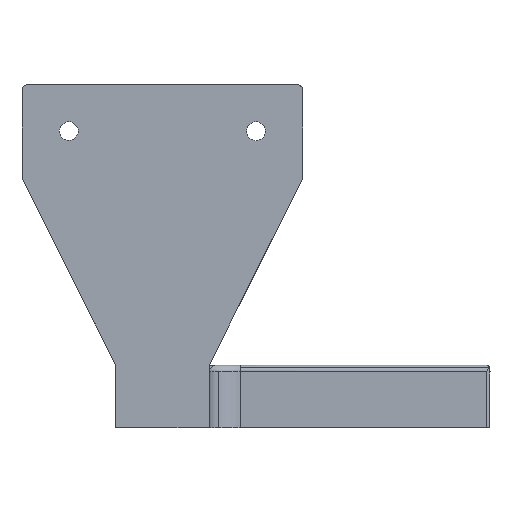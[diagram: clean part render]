
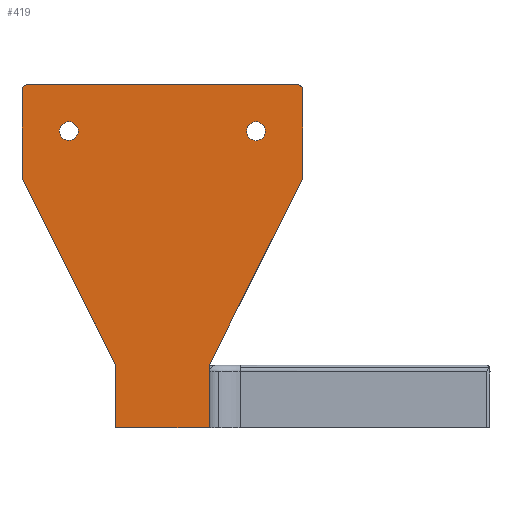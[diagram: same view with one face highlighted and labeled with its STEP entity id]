
A CAD part, front view. The second image highlights one B-rep face of the part: STEP entity #419.
In plain terms, the highlighted planar face has unit normal (0, -1, 0).
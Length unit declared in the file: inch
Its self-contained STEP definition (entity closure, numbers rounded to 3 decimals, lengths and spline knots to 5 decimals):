
#419=ADVANCED_FACE('',(#935,#936,#937),#938,.T.);
#935=FACE_OUTER_BOUND('',#1891,.T.);
#936=FACE_BOUND('',#1892,.T.);
#937=FACE_BOUND('',#1893,.T.);
#938=PLANE('',#1894);
#1891=EDGE_LOOP('',(#4164,#4165,#4166,#4167,#4168,#4169,#4170,#4171,#4172,#4173,#4174,#4175,#4176,#4177,#4178,#4179,#4180));
#1892=EDGE_LOOP('',(#4181,#4182));
#1893=EDGE_LOOP('',(#4183,#4184));
#1894=AXIS2_PLACEMENT_3D('',#4185,#4186,#4187);
#4164=ORIENTED_EDGE('',*,*,#5556,.F.);
#4165=ORIENTED_EDGE('',*,*,#5256,.T.);
#4166=ORIENTED_EDGE('',*,*,#5404,.F.);
#4167=ORIENTED_EDGE('',*,*,#5557,.T.);
#4168=ORIENTED_EDGE('',*,*,#5558,.T.);
#4169=ORIENTED_EDGE('',*,*,#5559,.T.);
#4170=ORIENTED_EDGE('',*,*,#5200,.F.);
#4171=ORIENTED_EDGE('',*,*,#5560,.F.);
#4172=ORIENTED_EDGE('',*,*,#5422,.F.);
#4173=ORIENTED_EDGE('',*,*,#5561,.T.);
#4174=ORIENTED_EDGE('',*,*,#5439,.F.);
#4175=ORIENTED_EDGE('',*,*,#5562,.F.);
#4176=ORIENTED_EDGE('',*,*,#5563,.T.);
#4177=ORIENTED_EDGE('',*,*,#5564,.F.);
#4178=ORIENTED_EDGE('',*,*,#5565,.F.);
#4179=ORIENTED_EDGE('',*,*,#5381,.F.);
#4180=ORIENTED_EDGE('',*,*,#5343,.F.);
#4181=ORIENTED_EDGE('',*,*,#5566,.T.);
#4182=ORIENTED_EDGE('',*,*,#5113,.T.);
#4183=ORIENTED_EDGE('',*,*,#5567,.F.);
#4184=ORIENTED_EDGE('',*,*,#5568,.F.);
#4185=CARTESIAN_POINT('',(-0.7313,-1.53543,-0.02766));
#4186=DIRECTION('',(0.0,-1.0,0.0));
#4187=DIRECTION('',(0.0,0.0,1.0));
#5113=EDGE_CURVE('',#5822,#5827,#5829,.T.);
#5200=EDGE_CURVE('',#5978,#5981,#5982,.T.);
#5256=EDGE_CURVE('',#6064,#6076,#6078,.T.);
#5343=EDGE_CURVE('',#6209,#6211,#6212,.T.);
#5381=EDGE_CURVE('',#6211,#6267,#6268,.T.);
#5404=EDGE_CURVE('',#6303,#6076,#6305,.T.);
#5422=EDGE_CURVE('',#6331,#6327,#6333,.T.);
#5439=EDGE_CURVE('',#6354,#6356,#6357,.T.);
#5556=EDGE_CURVE('',#6064,#6209,#6523,.T.);
#5557=EDGE_CURVE('',#6303,#6524,#6525,.T.);
#5558=EDGE_CURVE('',#6524,#6526,#6527,.F.);
#5559=EDGE_CURVE('',#6526,#5981,#6528,.T.);
#5560=EDGE_CURVE('',#6327,#5978,#6529,.T.);
#5561=EDGE_CURVE('',#6331,#6356,#6530,.T.);
#5562=EDGE_CURVE('',#6531,#6354,#6532,.T.);
#5563=EDGE_CURVE('',#6531,#6533,#6534,.T.);
#5564=EDGE_CURVE('',#6535,#6533,#6536,.T.);
#5565=EDGE_CURVE('',#6267,#6535,#6537,.T.);
#5566=EDGE_CURVE('',#5827,#5822,#6538,.T.);
#5567=EDGE_CURVE('',#6539,#6540,#6541,.T.);
#5568=EDGE_CURVE('',#6540,#6539,#6542,.T.);
#5822=VERTEX_POINT('',#6850);
#5827=VERTEX_POINT('',#6856);
#5829=CIRCLE('',#6859,0.05906);
#5978=VERTEX_POINT('',#7101);
#5981=VERTEX_POINT('',#7105);
#5982=LINE('',#7106,#7107);
#6064=VERTEX_POINT('',#7269);
#6076=VERTEX_POINT('',#7294);
#6078=LINE('',#7297,#7298);
#6209=VERTEX_POINT('',#7499);
#6211=VERTEX_POINT('',#7502);
#6212=CIRCLE('',#7503,0.03937);
#6267=VERTEX_POINT('',#7587);
#6268=LINE('',#7588,#7589);
#6303=VERTEX_POINT('',#7675);
#6305=LINE('',#7678,#7679);
#6327=VERTEX_POINT('',#7711);
#6331=VERTEX_POINT('',#7716);
#6333=CIRCLE('',#7719,0.03937);
#6354=VERTEX_POINT('',#7746);
#6356=VERTEX_POINT('',#7749);
#6357=CIRCLE('',#7750,0.03937);
#6523=CIRCLE('',#8000,0.03937);
#6524=VERTEX_POINT('',#8001);
#6525=LINE('',#8002,#8003);
#6526=VERTEX_POINT('',#8004);
#6527=LINE('',#8005,#8006);
#6528=LINE('',#8007,#8008);
#6529=CIRCLE('',#8009,0.03937);
#6530=LINE('',#8010,#8011);
#6531=VERTEX_POINT('',#8012);
#6532=CIRCLE('',#8013,0.03937);
#6533=VERTEX_POINT('',#8014);
#6534=LINE('',#8015,#8016);
#6535=VERTEX_POINT('',#8017);
#6536=CIRCLE('',#8018,0.03937);
#6537=CIRCLE('',#8019,0.03937);
#6538=CIRCLE('',#8020,0.05906);
#6539=VERTEX_POINT('',#8021);
#6540=VERTEX_POINT('',#8022);
#6541=CIRCLE('',#8023,0.05906);
#6542=CIRCLE('',#8024,0.05906);
#6850=CARTESIAN_POINT('',(-1.26852,-1.53543,1.64567));
#6856=CARTESIAN_POINT('',(-1.38663,-1.53543,1.64567));
#6859=AXIS2_PLACEMENT_3D('',#8622,#8623,#8624);
#7101=CARTESIAN_POINT('',(0.14465,-1.53543,1.34224));
#7105=CARTESIAN_POINT('',(-0.44175,-1.53543,0.16919));
#7106=CARTESIAN_POINT('',(-0.20555,-1.53543,0.6417));
#7107=VECTOR('',#8751,1.);
#7269=CARTESIAN_POINT('',(-1.61869,-1.53543,1.34224));
#7294=CARTESIAN_POINT('',(-1.0323,-1.53543,0.16919));
#7297=CARTESIAN_POINT('',(-1.2685,-1.53543,0.6417));
#7298=VECTOR('',#8826,1.);
#7499=CARTESIAN_POINT('',(-1.6218,-1.53543,1.3508));
#7502=CARTESIAN_POINT('',(-1.62285,-1.53543,1.35985));
#7503=AXIS2_PLACEMENT_3D('',#8943,#8944,#8945);
#7587=CARTESIAN_POINT('',(-1.62285,-1.53543,1.90148));
#7588=CARTESIAN_POINT('',(-1.62285,-1.53543,0.75974));
#7589=VECTOR('',#9014,1.0);
#7675=CARTESIAN_POINT('',(-1.0323,-1.53543,-0.22451));
#7678=CARTESIAN_POINT('',(-1.0323,-1.53543,0.11136));
#7679=VECTOR('',#9040,1.0);
#7711=CARTESIAN_POINT('',(0.14775,-1.53543,1.3508));
#7716=CARTESIAN_POINT('',(0.1488,-1.53543,1.35985));
#7719=AXIS2_PLACEMENT_3D('',#9063,#9064,#9065);
#7746=CARTESIAN_POINT('',(0.13727,-1.53543,1.92932));
#7749=CARTESIAN_POINT('',(0.1488,-1.53543,1.90148));
#7750=AXIS2_PLACEMENT_3D('',#9088,#9089,#9090);
#8000=AXIS2_PLACEMENT_3D('',#9266,#9267,#9268);
#8001=CARTESIAN_POINT('',(-0.44172,-1.53543,-0.22451));
#8002=CARTESIAN_POINT('',(-0.7313,-1.53543,-0.22451));
#8003=VECTOR('',#9269,1.0);
#8004=CARTESIAN_POINT('',(-0.44172,-1.53543,0.16919));
#8005=CARTESIAN_POINT('',(-0.44172,-1.53543,-0.02766));
#8006=VECTOR('',#9270,1.0);
#8007=CARTESIAN_POINT('',(-0.43881,-1.53543,0.16919));
#8008=VECTOR('',#9271,1.0);
#8009=AXIS2_PLACEMENT_3D('',#9272,#9273,#9274);
#8010=CARTESIAN_POINT('',(0.1488,-1.53543,0.75974));
#8011=VECTOR('',#9275,1.0);
#8012=CARTESIAN_POINT('',(0.10943,-1.53543,1.94085));
#8013=AXIS2_PLACEMENT_3D('',#9276,#9277,#9278);
#8014=CARTESIAN_POINT('',(-1.58348,-1.53543,1.94085));
#8015=CARTESIAN_POINT('',(-0.73702,-1.53543,1.94085));
#8016=VECTOR('',#9279,1.0);
#8017=CARTESIAN_POINT('',(-1.61132,-1.53543,1.92932));
#8018=AXIS2_PLACEMENT_3D('',#9280,#9281,#9282);
#8019=AXIS2_PLACEMENT_3D('',#9283,#9284,#9285);
#8020=AXIS2_PLACEMENT_3D('',#9286,#9287,#9288);
#8021=CARTESIAN_POINT('',(-0.08742,-1.53543,1.64567));
#8022=CARTESIAN_POINT('',(-0.20553,-1.53543,1.64567));
#8023=AXIS2_PLACEMENT_3D('',#9289,#9290,#9291);
#8024=AXIS2_PLACEMENT_3D('',#9292,#9293,#9294);
#8622=CARTESIAN_POINT('',(-1.32757,-1.53543,1.64567));
#8623=DIRECTION('',(-0.0,1.0,0.0));
#8624=DIRECTION('',(1.0,0.0,0.0));
#8751=DIRECTION('',(-0.447,0.0,-0.894));
#8826=DIRECTION('',(0.447,0.0,-0.894));
#8943=CARTESIAN_POINT('',(-1.58348,-1.53543,1.35985));
#8944=DIRECTION('',(0.0,1.0,0.0));
#8945=DIRECTION('',(0.23,0.0,-0.973));
#9014=DIRECTION('',(0.0,0.0,1.0));
#9040=DIRECTION('',(0.0,0.0,1.0));
#9063=CARTESIAN_POINT('',(0.10943,-1.53543,1.35985));
#9064=DIRECTION('',(-0.0,1.0,0.0));
#9065=DIRECTION('',(0.23,0.0,0.973));
#9088=CARTESIAN_POINT('',(0.10943,-1.53543,1.90148));
#9089=DIRECTION('',(-0.0,1.0,0.0));
#9090=DIRECTION('',(0.707,0.0,0.707));
#9266=CARTESIAN_POINT('',(-1.58348,-1.53543,1.35985));
#9267=DIRECTION('',(0.0,1.0,0.0));
#9268=DIRECTION('',(0.23,0.0,-0.973));
#9269=DIRECTION('',(1.0,0.0,0.0));
#9270=DIRECTION('',(0.0,0.0,-1.0));
#9271=DIRECTION('',(-1.0,0.0,0.0));
#9272=CARTESIAN_POINT('',(0.10943,-1.53543,1.35985));
#9273=DIRECTION('',(-0.0,1.0,0.0));
#9274=DIRECTION('',(0.23,0.0,0.973));
#9275=DIRECTION('',(0.0,0.0,1.0));
#9276=CARTESIAN_POINT('',(0.10943,-1.53543,1.90148));
#9277=DIRECTION('',(-0.0,1.0,0.0));
#9278=DIRECTION('',(0.707,0.0,0.707));
#9279=DIRECTION('',(-1.0,0.0,0.0));
#9280=CARTESIAN_POINT('',(-1.58348,-1.53543,1.90148));
#9281=DIRECTION('',(0.0,1.0,0.0));
#9282=DIRECTION('',(-0.707,0.0,0.707));
#9283=CARTESIAN_POINT('',(-1.58348,-1.53543,1.90148));
#9284=DIRECTION('',(0.0,1.0,0.0));
#9285=DIRECTION('',(-0.707,0.0,0.707));
#9286=CARTESIAN_POINT('',(-1.32757,-1.53543,1.64567));
#9287=DIRECTION('',(-0.0,1.0,0.0));
#9288=DIRECTION('',(1.0,0.0,0.0));
#9289=CARTESIAN_POINT('',(-0.14647,-1.53543,1.64567));
#9290=DIRECTION('',(0.0,-1.0,0.0));
#9291=DIRECTION('',(-1.0,0.0,0.0));
#9292=CARTESIAN_POINT('',(-0.14647,-1.53543,1.64567));
#9293=DIRECTION('',(0.0,-1.0,0.0));
#9294=DIRECTION('',(-1.0,0.0,0.0));
